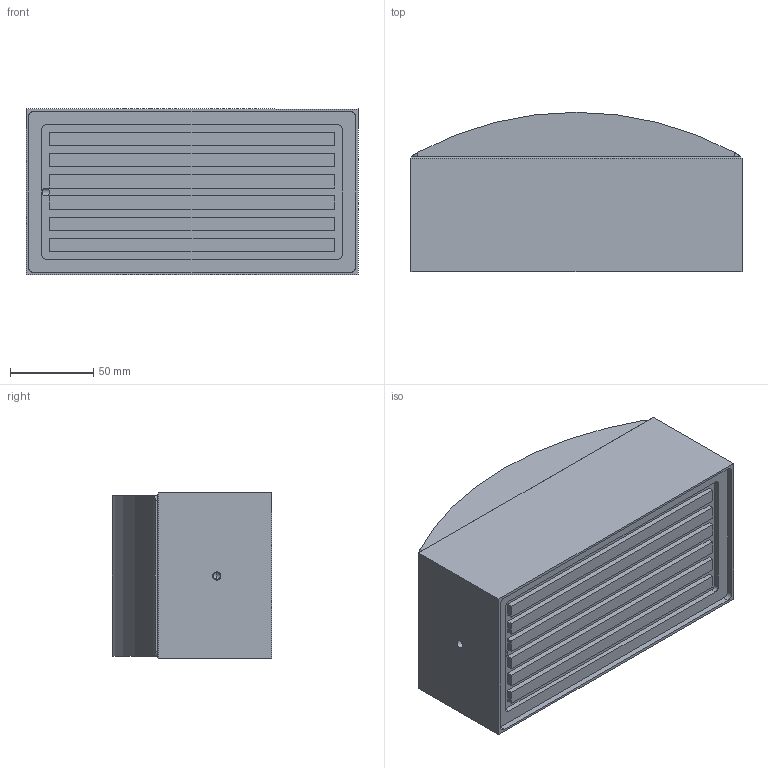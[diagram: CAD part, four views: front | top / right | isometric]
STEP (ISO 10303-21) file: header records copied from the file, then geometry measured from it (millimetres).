
FILE_DESCRIPTION (( 'STEP AP214' ), '1' );
FILE_NAME ('S33100LXXX.STEP', '2023-01-06T18:31:55', ( '' ), ( '' ), 'SwSTEP 2.0', 'SolidWorks 2020', '' );
FILE_SCHEMA (( 'AUTOMOTIVE_DESIGN' ));
Length unit declared in the file: millimetre
Products named in the file (4): 62S97SXX_62S97S09; S90A001; S33100LXXX; 12S10001_12S10001
Assembly tree (2 placements, depth 2):
  S90A001
  S33100LXXX
    12S10001_12S10001
    62S97SXX_62S97S09
Bounding box: 200 x 95.83 x 100 mm (x, y, z)
Volume: 1637602.7 mm3; surface area: 169669.1 mm2
Topology: 2 solids, 2 shells, 247 faces, 589 edges, 359 vertices
Faces by surface type: cylinder 99, plane 92, torus 42, cone 14
Entity records: 7291 total; most frequent: CARTESIAN_POINT 1345, DIRECTION 1317, ORIENTED_EDGE 1154, EDGE_CURVE 577, AXIS2_PLACEMENT_3D 507, VERTEX_POINT 359, LINE 303, VECTOR 303
